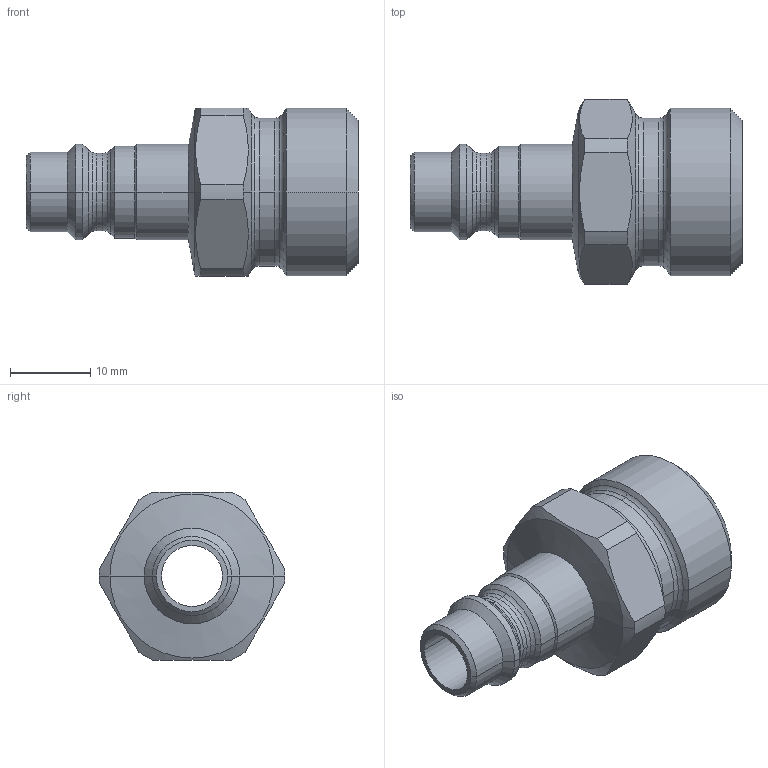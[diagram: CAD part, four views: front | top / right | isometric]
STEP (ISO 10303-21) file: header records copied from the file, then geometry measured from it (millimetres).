
FILE_DESCRIPTION((''),'2;1');
FILE_NAME('4221001106','2020-02-14T09:35:51',('Toocsr'),(''),'CREO PARAMETRIC BY PTC INC, 2018100','CREO PARAMETRIC BY PTC INC, 2018100','');
FILE_SCHEMA(('AP242_MANAGED_MODEL_BASED_3D_ENGINEERING_MIM_LF { 1 0 10303 442 1 1 4 }'));
Length unit declared in the file: millimetre
Products named in the file (1): 4221001106
Bounding box: 41.5 x 23.2 x 21 mm (x, y, z)
Volume: 5506.9 mm3; surface area: 3880.7 mm2
Topology: 1 solids, 1 shells, 76 faces, 182 edges, 108 vertices
Faces by surface type: cone 26, cylinder 26, torus 16, plane 8
Entity records: 2390 total; most frequent: CARTESIAN_POINT 476, DIRECTION 434, ORIENTED_EDGE 364, AXIS2_PLACEMENT_3D 188, EDGE_CURVE 182, CIRCLE 112, VERTEX_POINT 108, EDGE_LOOP 78
